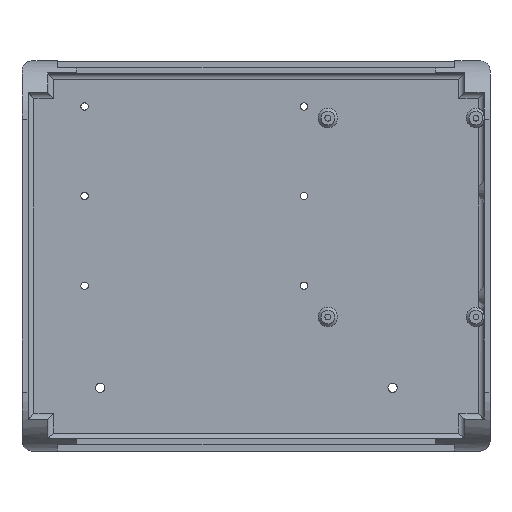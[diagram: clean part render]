
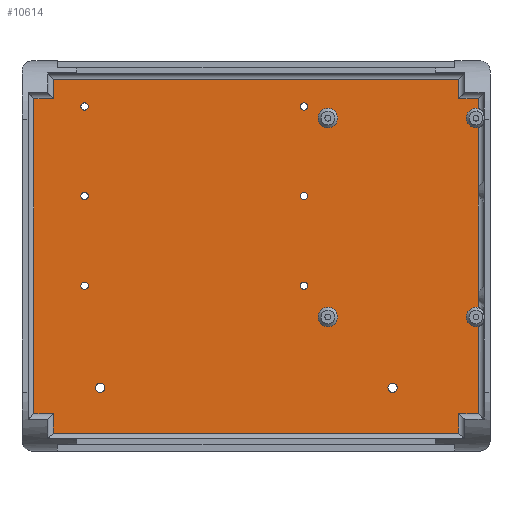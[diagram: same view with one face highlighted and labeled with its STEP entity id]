
A CAD part, top view. The second image highlights one B-rep face of the part: STEP entity #10614.
In plain terms, the highlighted planar face has unit normal (0, 0, 1).
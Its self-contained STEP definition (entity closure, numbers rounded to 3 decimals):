
#5019 = VERTEX_POINT('',#5020);
#5020 = CARTESIAN_POINT('',(-104.,-90.8,5.));
#5027 = EDGE_CURVE('',#5019,#5028,#5030,.T.);
#5028 = VERTEX_POINT('',#5029);
#5029 = CARTESIAN_POINT('',(104.,-90.8,5.));
#5030 = LINE('',#5031,#5032);
#5031 = CARTESIAN_POINT('',(-107.,-90.8,5.));
#5032 = VECTOR('',#5033,1.);
#5033 = DIRECTION('',(1.,0.,0.));
#5076 = EDGE_CURVE('',#5028,#5077,#5079,.T.);
#5077 = VERTEX_POINT('',#5078);
#5078 = CARTESIAN_POINT('',(104.,-80.8,5.));
#5079 = LINE('',#5080,#5081);
#5080 = CARTESIAN_POINT('',(104.,-93.8,5.));
#5081 = VECTOR('',#5082,1.);
#5082 = DIRECTION('',(0.,1.,0.));
#5101 = VERTEX_POINT('',#5102);
#5102 = CARTESIAN_POINT('',(114.,-80.8,5.));
#5109 = EDGE_CURVE('',#5101,#5077,#5110,.T.);
#5110 = LINE('',#5111,#5112);
#5111 = CARTESIAN_POINT('',(117.,-80.8,5.));
#5112 = VECTOR('',#5113,1.);
#5113 = DIRECTION('',(-1.,0.,0.));
#5125 = EDGE_CURVE('',#5126,#5101,#5128,.T.);
#5126 = VERTEX_POINT('',#5127);
#5127 = CARTESIAN_POINT('',(114.,-36.054,5.));
#5128 = LINE('',#5129,#5130);
#5129 = CARTESIAN_POINT('',(114.,83.8,5.));
#5130 = VECTOR('',#5131,1.);
#5131 = DIRECTION('',(0.,-1.,-0.));
#5136 = VERTEX_POINT('',#5137);
#5137 = CARTESIAN_POINT('',(114.,80.8,5.));
#5144 = EDGE_CURVE('',#5136,#5145,#5147,.T.);
#5145 = VERTEX_POINT('',#5146);
#5146 = CARTESIAN_POINT('',(114.,75.654,5.));
#5147 = LINE('',#5148,#5149);
#5148 = CARTESIAN_POINT('',(114.,83.8,5.));
#5149 = VECTOR('',#5150,1.);
#5150 = DIRECTION('',(0.,-1.,-0.));
#5200 = VERTEX_POINT('',#5201);
#5201 = CARTESIAN_POINT('',(114.,65.946,5.));
#5256 = EDGE_CURVE('',#5200,#5257,#5259,.T.);
#5257 = VERTEX_POINT('',#5258);
#5258 = CARTESIAN_POINT('',(114.,-26.346,5.));
#5259 = LINE('',#5260,#5261);
#5260 = CARTESIAN_POINT('',(114.,83.8,5.));
#5261 = VECTOR('',#5262,1.);
#5262 = DIRECTION('',(0.,-1.,-0.));
#5820 = EDGE_CURVE('',#5136,#5821,#5823,.T.);
#5821 = VERTEX_POINT('',#5822);
#5822 = CARTESIAN_POINT('',(104.,80.8,5.));
#5823 = LINE('',#5824,#5825);
#5824 = CARTESIAN_POINT('',(117.,80.8,5.));
#5825 = VECTOR('',#5826,1.);
#5826 = DIRECTION('',(-1.,0.,0.));
#5845 = VERTEX_POINT('',#5846);
#5846 = CARTESIAN_POINT('',(104.,90.8,5.));
#5853 = EDGE_CURVE('',#5845,#5821,#5854,.T.);
#5854 = LINE('',#5855,#5856);
#5855 = CARTESIAN_POINT('',(104.,93.8,5.));
#5856 = VECTOR('',#5857,1.);
#5857 = DIRECTION('',(0.,-1.,-0.));
#5870 = VERTEX_POINT('',#5871);
#5871 = CARTESIAN_POINT('',(-104.,90.8,5.));
#5878 = EDGE_CURVE('',#5870,#5845,#5879,.T.);
#5879 = LINE('',#5880,#5881);
#5880 = CARTESIAN_POINT('',(-107.,90.8,5.));
#5881 = VECTOR('',#5882,1.);
#5882 = DIRECTION('',(1.,0.,0.));
#10594 = EDGE_CURVE('',#5019,#10595,#10597,.T.);
#10595 = VERTEX_POINT('',#10596);
#10596 = CARTESIAN_POINT('',(-104.,-80.8,5.));
#10597 = LINE('',#10598,#10599);
#10598 = CARTESIAN_POINT('',(-104.,-93.8,5.));
#10599 = VECTOR('',#10600,1.);
#10600 = DIRECTION('',(0.,1.,0.));
#10614 = ADVANCED_FACE('',(#10615,#10671,#10682,#10693,#10704,#10715,
    #10726,#10737,#10748,#10759,#10770),#10781,.T.);
#10615 = FACE_BOUND('',#10616,.T.);
#10616 = EDGE_LOOP('',(#10617,#10618,#10619,#10620,#10621,#10629,#10637,
    #10645,#10651,#10652,#10653,#10654,#10655,#10656,#10663,#10664));
#10617 = ORIENTED_EDGE('',*,*,#5144,.F.);
#10618 = ORIENTED_EDGE('',*,*,#5820,.T.);
#10619 = ORIENTED_EDGE('',*,*,#5853,.F.);
#10620 = ORIENTED_EDGE('',*,*,#5878,.F.);
#10621 = ORIENTED_EDGE('',*,*,#10622,.T.);
#10622 = EDGE_CURVE('',#5870,#10623,#10625,.T.);
#10623 = VERTEX_POINT('',#10624);
#10624 = CARTESIAN_POINT('',(-104.,80.8,5.));
#10625 = LINE('',#10626,#10627);
#10626 = CARTESIAN_POINT('',(-104.,93.8,5.));
#10627 = VECTOR('',#10628,1.);
#10628 = DIRECTION('',(0.,-1.,0.));
#10629 = ORIENTED_EDGE('',*,*,#10630,.F.);
#10630 = EDGE_CURVE('',#10631,#10623,#10633,.T.);
#10631 = VERTEX_POINT('',#10632);
#10632 = CARTESIAN_POINT('',(-114.,80.8,5.));
#10633 = LINE('',#10634,#10635);
#10634 = CARTESIAN_POINT('',(-117.,80.8,5.));
#10635 = VECTOR('',#10636,1.);
#10636 = DIRECTION('',(1.,0.,0.));
#10637 = ORIENTED_EDGE('',*,*,#10638,.T.);
#10638 = EDGE_CURVE('',#10631,#10639,#10641,.T.);
#10639 = VERTEX_POINT('',#10640);
#10640 = CARTESIAN_POINT('',(-114.,-80.8,5.));
#10641 = LINE('',#10642,#10643);
#10642 = CARTESIAN_POINT('',(-114.,83.8,5.));
#10643 = VECTOR('',#10644,1.);
#10644 = DIRECTION('',(0.,-1.,0.));
#10645 = ORIENTED_EDGE('',*,*,#10646,.T.);
#10646 = EDGE_CURVE('',#10639,#10595,#10647,.T.);
#10647 = LINE('',#10648,#10649);
#10648 = CARTESIAN_POINT('',(-117.,-80.8,5.));
#10649 = VECTOR('',#10650,1.);
#10650 = DIRECTION('',(1.,0.,0.));
#10651 = ORIENTED_EDGE('',*,*,#10594,.F.);
#10652 = ORIENTED_EDGE('',*,*,#5027,.T.);
#10653 = ORIENTED_EDGE('',*,*,#5076,.T.);
#10654 = ORIENTED_EDGE('',*,*,#5109,.F.);
#10655 = ORIENTED_EDGE('',*,*,#5125,.F.);
#10656 = ORIENTED_EDGE('',*,*,#10657,.F.);
#10657 = EDGE_CURVE('',#5257,#5126,#10658,.T.);
#10658 = CIRCLE('',#10659,5.);
#10659 = AXIS2_PLACEMENT_3D('',#10660,#10661,#10662);
#10660 = CARTESIAN_POINT('',(112.8,-31.2,5.));
#10661 = DIRECTION('',(0.,-0.,1.));
#10662 = DIRECTION('',(0.343,0.939,0.));
#10663 = ORIENTED_EDGE('',*,*,#5256,.F.);
#10664 = ORIENTED_EDGE('',*,*,#10665,.F.);
#10665 = EDGE_CURVE('',#5145,#5200,#10666,.T.);
#10666 = CIRCLE('',#10667,5.);
#10667 = AXIS2_PLACEMENT_3D('',#10668,#10669,#10670);
#10668 = CARTESIAN_POINT('',(112.8,70.8,5.));
#10669 = DIRECTION('',(0.,-0.,1.));
#10670 = DIRECTION('',(0.343,0.939,0.));
#10671 = FACE_BOUND('',#10672,.T.);
#10672 = EDGE_LOOP('',(#10673));
#10673 = ORIENTED_EDGE('',*,*,#10674,.T.);
#10674 = EDGE_CURVE('',#10675,#10675,#10677,.T.);
#10675 = VERTEX_POINT('',#10676);
#10676 = CARTESIAN_POINT('',(-77.65,-67.5,5.));
#10677 = CIRCLE('',#10678,2.35);
#10678 = AXIS2_PLACEMENT_3D('',#10679,#10680,#10681);
#10679 = CARTESIAN_POINT('',(-80.,-67.5,5.));
#10680 = DIRECTION('',(0.,0.,-1.));
#10681 = DIRECTION('',(1.,0.,0.));
#10682 = FACE_BOUND('',#10683,.T.);
#10683 = EDGE_LOOP('',(#10684));
#10684 = ORIENTED_EDGE('',*,*,#10685,.F.);
#10685 = EDGE_CURVE('',#10686,#10686,#10688,.T.);
#10686 = VERTEX_POINT('',#10687);
#10687 = CARTESIAN_POINT('',(-86.125,-15.2,5.));
#10688 = CIRCLE('',#10689,1.875);
#10689 = AXIS2_PLACEMENT_3D('',#10690,#10691,#10692);
#10690 = CARTESIAN_POINT('',(-88.,-15.2,5.));
#10691 = DIRECTION('',(0.,0.,1.));
#10692 = DIRECTION('',(1.,0.,0.));
#10693 = FACE_BOUND('',#10694,.T.);
#10694 = EDGE_LOOP('',(#10695));
#10695 = ORIENTED_EDGE('',*,*,#10696,.T.);
#10696 = EDGE_CURVE('',#10697,#10697,#10699,.T.);
#10697 = VERTEX_POINT('',#10698);
#10698 = CARTESIAN_POINT('',(72.35,-67.5,5.));
#10699 = CIRCLE('',#10700,2.35);
#10700 = AXIS2_PLACEMENT_3D('',#10701,#10702,#10703);
#10701 = CARTESIAN_POINT('',(70.,-67.5,5.));
#10702 = DIRECTION('',(0.,0.,-1.));
#10703 = DIRECTION('',(1.,0.,0.));
#10704 = FACE_BOUND('',#10705,.T.);
#10705 = EDGE_LOOP('',(#10706));
#10706 = ORIENTED_EDGE('',*,*,#10707,.F.);
#10707 = EDGE_CURVE('',#10708,#10708,#10710,.T.);
#10708 = VERTEX_POINT('',#10709);
#10709 = CARTESIAN_POINT('',(26.375,-15.2,5.));
#10710 = CIRCLE('',#10711,1.875);
#10711 = AXIS2_PLACEMENT_3D('',#10712,#10713,#10714);
#10712 = CARTESIAN_POINT('',(24.5,-15.2,5.));
#10713 = DIRECTION('',(0.,0.,1.));
#10714 = DIRECTION('',(1.,0.,0.));
#10715 = FACE_BOUND('',#10716,.T.);
#10716 = EDGE_LOOP('',(#10717));
#10717 = ORIENTED_EDGE('',*,*,#10718,.F.);
#10718 = EDGE_CURVE('',#10719,#10719,#10721,.T.);
#10719 = VERTEX_POINT('',#10720);
#10720 = CARTESIAN_POINT('',(41.8,-31.2,5.));
#10721 = CIRCLE('',#10722,5.);
#10722 = AXIS2_PLACEMENT_3D('',#10723,#10724,#10725);
#10723 = CARTESIAN_POINT('',(36.8,-31.2,5.));
#10724 = DIRECTION('',(0.,0.,1.));
#10725 = DIRECTION('',(1.,0.,0.));
#10726 = FACE_BOUND('',#10727,.T.);
#10727 = EDGE_LOOP('',(#10728));
#10728 = ORIENTED_EDGE('',*,*,#10729,.F.);
#10729 = EDGE_CURVE('',#10730,#10730,#10732,.T.);
#10730 = VERTEX_POINT('',#10731);
#10731 = CARTESIAN_POINT('',(-86.125,30.8,5.));
#10732 = CIRCLE('',#10733,1.875);
#10733 = AXIS2_PLACEMENT_3D('',#10734,#10735,#10736);
#10734 = CARTESIAN_POINT('',(-88.,30.8,5.));
#10735 = DIRECTION('',(0.,0.,1.));
#10736 = DIRECTION('',(1.,0.,0.));
#10737 = FACE_BOUND('',#10738,.T.);
#10738 = EDGE_LOOP('',(#10739));
#10739 = ORIENTED_EDGE('',*,*,#10740,.F.);
#10740 = EDGE_CURVE('',#10741,#10741,#10743,.T.);
#10741 = VERTEX_POINT('',#10742);
#10742 = CARTESIAN_POINT('',(-86.125,76.8,5.));
#10743 = CIRCLE('',#10744,1.875);
#10744 = AXIS2_PLACEMENT_3D('',#10745,#10746,#10747);
#10745 = CARTESIAN_POINT('',(-88.,76.8,5.));
#10746 = DIRECTION('',(0.,0.,1.));
#10747 = DIRECTION('',(1.,0.,0.));
#10748 = FACE_BOUND('',#10749,.T.);
#10749 = EDGE_LOOP('',(#10750));
#10750 = ORIENTED_EDGE('',*,*,#10751,.F.);
#10751 = EDGE_CURVE('',#10752,#10752,#10754,.T.);
#10752 = VERTEX_POINT('',#10753);
#10753 = CARTESIAN_POINT('',(26.375,30.8,5.));
#10754 = CIRCLE('',#10755,1.875);
#10755 = AXIS2_PLACEMENT_3D('',#10756,#10757,#10758);
#10756 = CARTESIAN_POINT('',(24.5,30.8,5.));
#10757 = DIRECTION('',(0.,0.,1.));
#10758 = DIRECTION('',(1.,0.,0.));
#10759 = FACE_BOUND('',#10760,.T.);
#10760 = EDGE_LOOP('',(#10761));
#10761 = ORIENTED_EDGE('',*,*,#10762,.F.);
#10762 = EDGE_CURVE('',#10763,#10763,#10765,.T.);
#10763 = VERTEX_POINT('',#10764);
#10764 = CARTESIAN_POINT('',(26.375,76.8,5.));
#10765 = CIRCLE('',#10766,1.875);
#10766 = AXIS2_PLACEMENT_3D('',#10767,#10768,#10769);
#10767 = CARTESIAN_POINT('',(24.5,76.8,5.));
#10768 = DIRECTION('',(0.,0.,1.));
#10769 = DIRECTION('',(1.,0.,0.));
#10770 = FACE_BOUND('',#10771,.T.);
#10771 = EDGE_LOOP('',(#10772));
#10772 = ORIENTED_EDGE('',*,*,#10773,.F.);
#10773 = EDGE_CURVE('',#10774,#10774,#10776,.T.);
#10774 = VERTEX_POINT('',#10775);
#10775 = CARTESIAN_POINT('',(41.8,70.8,5.));
#10776 = CIRCLE('',#10777,5.);
#10777 = AXIS2_PLACEMENT_3D('',#10778,#10779,#10780);
#10778 = CARTESIAN_POINT('',(36.8,70.8,5.));
#10779 = DIRECTION('',(0.,0.,1.));
#10780 = DIRECTION('',(1.,0.,0.));
#10781 = PLANE('',#10782);
#10782 = AXIS2_PLACEMENT_3D('',#10783,#10784,#10785);
#10783 = CARTESIAN_POINT('',(0.,0.,5.));
#10784 = DIRECTION('',(0.,0.,1.));
#10785 = DIRECTION('',(1.,0.,0.));
